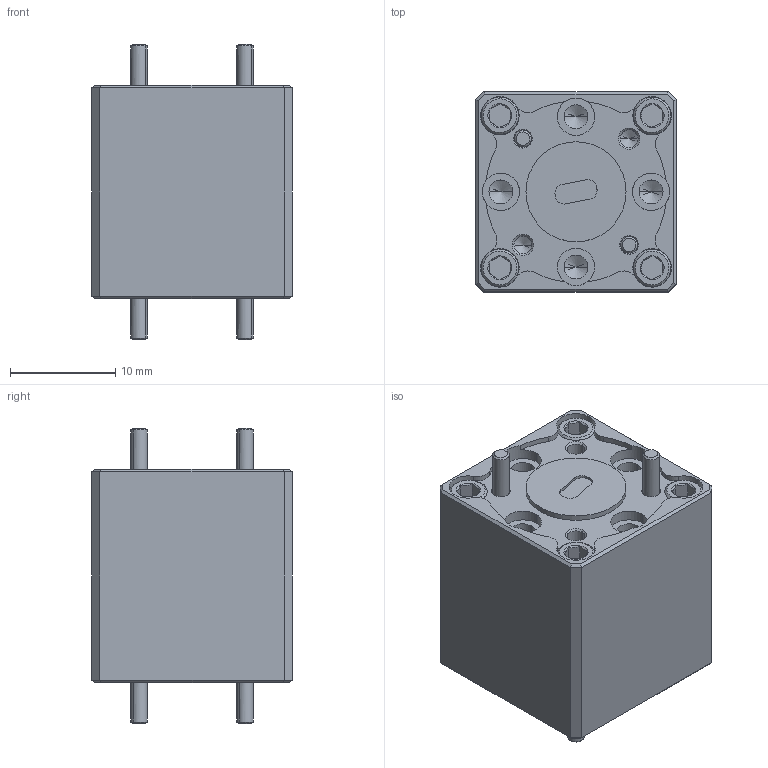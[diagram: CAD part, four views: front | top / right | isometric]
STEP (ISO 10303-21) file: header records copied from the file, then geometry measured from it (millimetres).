
FILE_DESCRIPTION (( 'STEP AP203' ), '1' );
FILE_NAME ('STF-15-S1-M.STEP', '2021-06-09T23:50:04', ( '' ), ( '' ), 'SwSTEP 2.0', 'SolidWorks 2020', '' );
FILE_SCHEMA (( 'CONFIG_CONTROL_DESIGN' ));
Length unit declared in the file: inch
Products named in the file (1): STF-15-S1-M
Bounding box: 19.05 x 19.05 x 28.09 mm (x, y, z)
Volume: 6886.5 mm3; surface area: 3261 mm2
Topology: 1 solids, 1 shells, 390 faces, 902 edges, 528 vertices
Faces by surface type: cone 136, cylinder 130, plane 124
Entity records: 11097 total; most frequent: CARTESIAN_POINT 2109, DIRECTION 2016, ORIENTED_EDGE 1756, EDGE_CURVE 878, AXIS2_PLACEMENT_3D 803, VERTEX_POINT 528, EDGE_LOOP 428, CIRCLE 412
